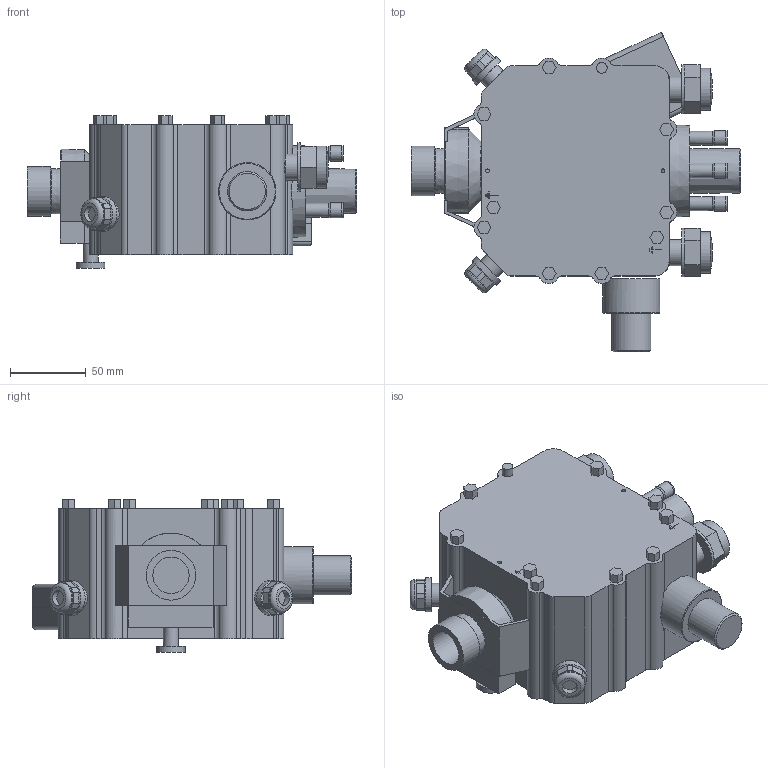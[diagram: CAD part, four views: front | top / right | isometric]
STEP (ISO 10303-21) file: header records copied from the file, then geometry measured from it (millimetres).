
FILE_DESCRIPTION(/* description */ ('','CAx-IF Rec.Pracs.---Representation and Presentation of Product Manufacturing Information (PMI)---4.0---2014-10-13'),/* implementation_level */ '2;1');
FILE_NAME(/* name */ '77878 Splashdrive_DMX.stp',/* time_stamp */ '2021-06-18T10:33:56+02:00',/* author */ ('guzb562'),/* organization */ (''),/* preprocessor_version */ 'ST-DEVELOPER v18.1',/* originating_system */ 'Autodesk Inventor 2021',/* authorisation */ '');
FILE_SCHEMA (('AP242_MANAGED_MODEL_BASED_3D_ENGINEERING_MIM_LF { 1 0 10303 442 1 1 4 }'));
Length unit declared in the file: millimetre
Products named in the file (1): 77878 Splashdrive_DMX
Bounding box: 217.56 x 211.14 x 100.9 mm (x, y, z)
Volume: 1682658 mm3; surface area: 152525.9 mm2
Topology: 1 solids, 7 shells, 452 faces, 1409 edges, 1298 vertices
Faces by surface type: plane 260, cylinder 134, cone 52, bspline 3, torus 3
Full cylindrical faces by diameter (mm): 1.6 x4, 2 x4, 2.5 x4, 2.662 x4, 5 x2, 5.5 x11, 5.691 x2, 7.1 x1, 9.056 x3, 10 x1, 10.107 x3, 10.114 x2, 15.447 x2, 17.314 x2, 19 x1, 19.868 x1, 19.897 x2, 21.803 x1, 22.708 x2, 23.984 x1, 25.961 x1, 27.724 x2, 32.127 x2, 32.808 x1, 37.881 x1
Entity records: 16340 total; most frequent: CARTESIAN_POINT 4482, DIRECTION 2334, ORIENTED_EDGE 2226, EDGE_CURVE 1113, AXIS2_PLACEMENT_3D 828, VERTEX_POINT 738, LINE 678, VECTOR 678
